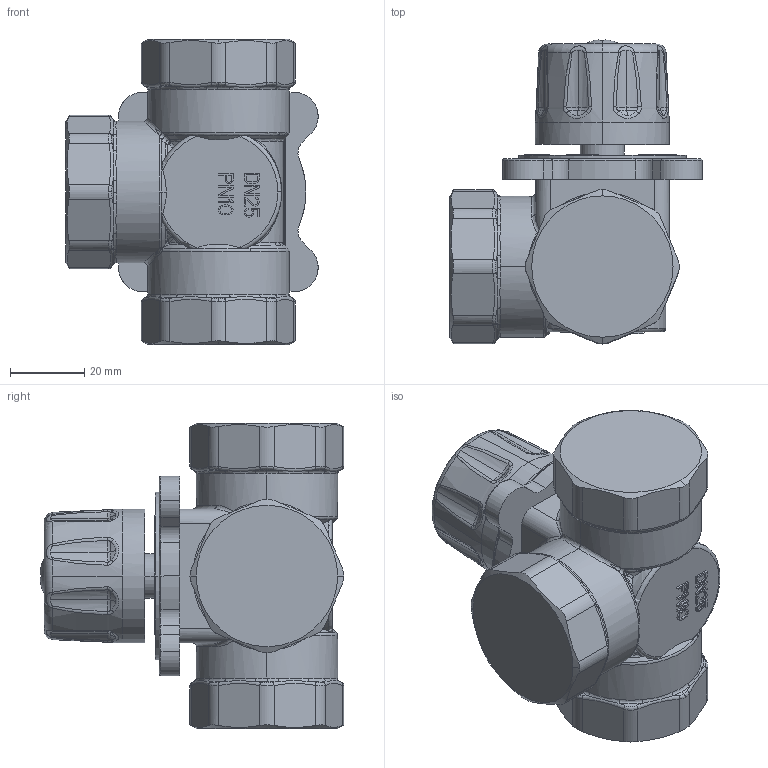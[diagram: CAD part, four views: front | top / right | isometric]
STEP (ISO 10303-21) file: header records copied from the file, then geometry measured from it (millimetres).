
FILE_DESCRIPTION(('CATIA V5 STEP Exchange','CAx-IF Rec.Pracs.--- Model Styling and Organization---1.5--- 2016-08-15','CAx-IF Rec.Pracs.---Supplemental Geometry---1.0---2011-11-01','CAx-IF Rec.Pracs.--- Composite Materials ---3.4---2017-06-13','CAx-IF Rec.Pracs.---Tessellated 3D Geometry---1.0---2015-12-17'),'2;1');
FILE_NAME('STEP_610600_-_TST.stp','2024-02-06T08:38:55+00:00',('none'),('none'),'CATIA Version 5-6 Release 2020 SP5','CATIA V5 STEP AP242 v2','none');
FILE_SCHEMA(('AP242_MANAGED_MODEL_BASED_3D_ENGINEERING_MIM_LF {1 0 10303 442 1 1 4}'));
Products named in the file (1): 610600 - TST
Bounding box: 67.83 x 81.69 x 82 mm (x, y, z)
Volume: 174598.1 mm3; surface area: 25350.4 mm2
Topology: 1 solids, 1 shells, 1179 faces, 3085 edges, 1980 vertices
Faces by surface type: plane 459, extrusion 288, bspline 172, cylinder 99, torus 93, cone 58, sphere 10
Entity records: 55701 total; most frequent: CARTESIAN_POINT 28751, ORIENTED_EDGE 6170, DIRECTION 3905, EDGE_CURVE 3085, VECTOR 2091, VERTEX_POINT 1980, LINE 1803, EDGE_LOOP 1251
